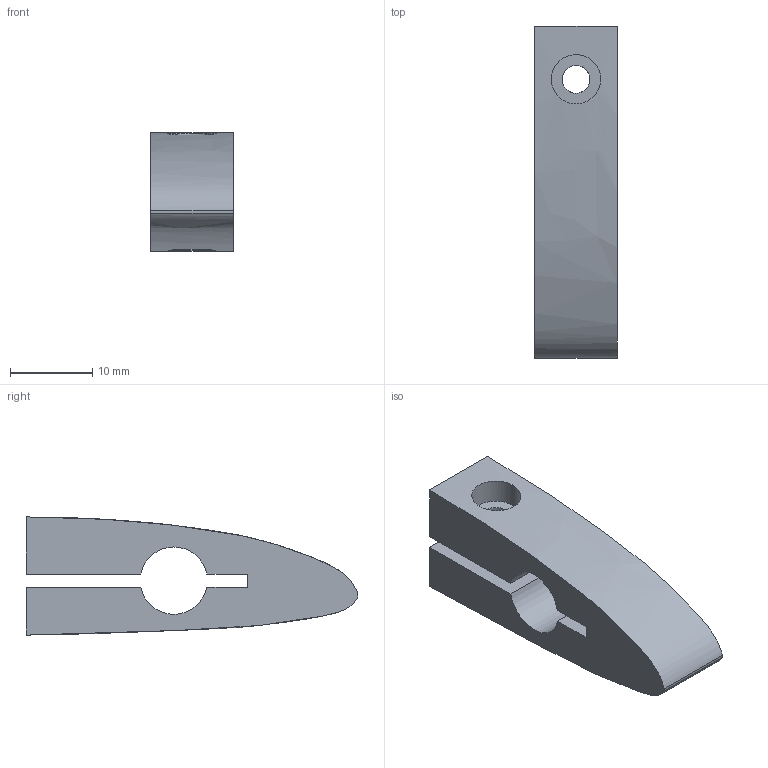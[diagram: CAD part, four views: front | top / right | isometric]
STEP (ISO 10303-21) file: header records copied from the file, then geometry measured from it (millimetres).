
FILE_DESCRIPTION(/* description */ (''),/* implementation_level */ '2;1');
FILE_NAME(/* name */ 'Wing L Lock.step',/* time_stamp */ '2024-11-26T12:14:15+01:00',/* author */ (''),/* organization */ (''),/* preprocessor_version */ 'ST-DEVELOPER v20',/* originating_system */ 'Autodesk Translation Framework v13.20.0.188',/* authorisation */ '');
FILE_SCHEMA (('AUTOMOTIVE_DESIGN { 1 0 10303 214 3 1 1 }'));
Length unit declared in the file: millimetre
Products named in the file (1): Wing L Lock
Bounding box: 10 x 40.43 x 14.4 mm (x, y, z)
Volume: 3548.7 mm3; surface area: 2489.6 mm2
Topology: 1 solids, 1 shells, 25 faces, 65 edges, 44 vertices
Faces by surface type: plane 16, bspline 5, cylinder 4
Full cylindrical faces by diameter (mm): 3.4 x2
Entity records: 1461 total; most frequent: CARTESIAN_POINT 846, ORIENTED_EDGE 130, DIRECTION 91, EDGE_CURVE 65, VERTEX_POINT 44, LINE 37, VECTOR 37, EDGE_LOOP 31
